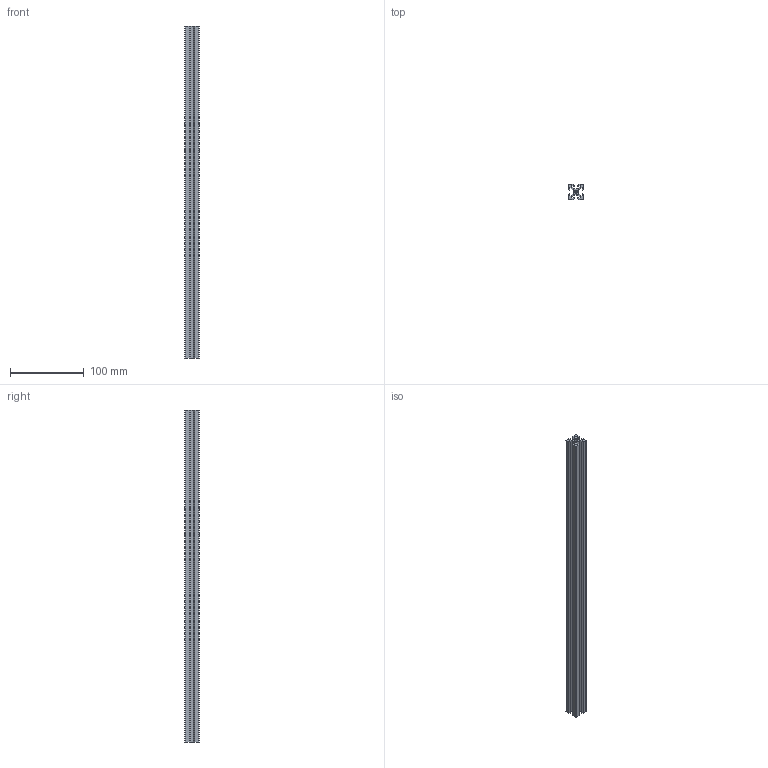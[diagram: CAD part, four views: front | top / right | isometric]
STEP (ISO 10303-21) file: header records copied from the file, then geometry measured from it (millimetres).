
FILE_DESCRIPTION (( 'STEP AP203' ), '1' );
FILE_NAME ('V-Slot Aluminum Linear Rail [20mm x 20mm].STEP', '2017-01-25T17:17:49', ( 'pchelp' ), ( '' ), 'SwSTEP 2.0', 'SolidWorks 2017', '' );
FILE_SCHEMA (( 'CONFIG_CONTROL_DESIGN' ));
Length unit declared in the file: millimetre
Products named in the file (1): V-Slot Aluminum Linear Rail [20mm x 20mm]
Bounding box: 20 x 20 x 450 mm (x, y, z)
Volume: 82200.3 mm3; surface area: 79279.3 mm2
Topology: 1 solids, 1 shells, 51 faces, 147 edges, 98 vertices
Faces by surface type: plane 46, cylinder 5
Full cylindrical faces by diameter (mm): 4.2 x1
Entity records: 1727 total; most frequent: CARTESIAN_POINT 296, ORIENTED_EDGE 292, DIRECTION 260, EDGE_CURVE 146, LINE 136, VECTOR 136, VERTEX_POINT 98, AXIS2_PLACEMENT_3D 62
